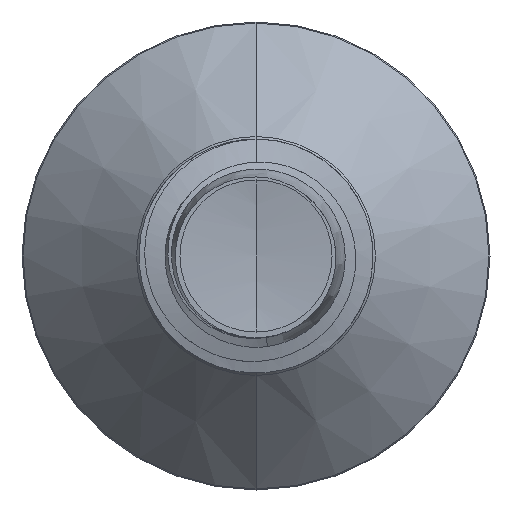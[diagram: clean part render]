
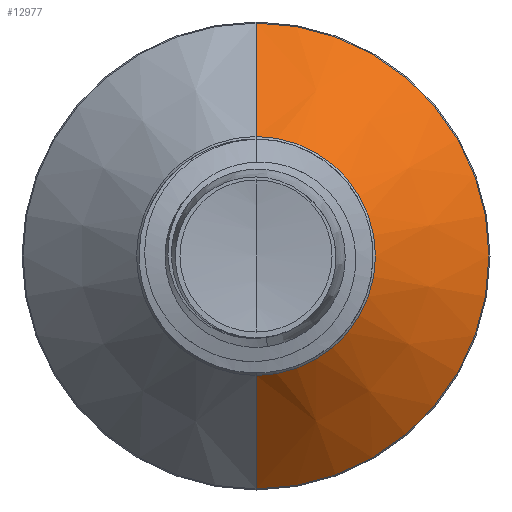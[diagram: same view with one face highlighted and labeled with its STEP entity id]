
A CAD part, front view. The second image highlights one B-rep face of the part: STEP entity #12977.
In plain terms, the highlighted conical face has half-angle 45 degrees and reference radius 2.042 mm.
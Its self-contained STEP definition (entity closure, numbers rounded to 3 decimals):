
#509 = DIRECTION ( 'NONE',  ( 0., 1., 0. ) ) ;
#517 = EDGE_LOOP ( 'NONE', ( #851, #1862, #2013, #2271 ) ) ;
#851 = ORIENTED_EDGE ( 'NONE', *, *, #6809, .T. ) ;
#1040 = CONICAL_SURFACE ( 'NONE', #1232, 2.042, 0.785 ) ;
#1120 = AXIS2_PLACEMENT_3D ( 'NONE', #15413, #8407, #1191 ) ;
#1191 = DIRECTION ( 'NONE',  ( 0., 0., 1. ) ) ;
#1232 = AXIS2_PLACEMENT_3D ( 'NONE', #12254, #9905, #11117 ) ;
#1385 = CARTESIAN_POINT ( 'NONE',  ( 0., 4.342, 2.042 ) ) ;
#1601 = EDGE_CURVE ( 'NONE', #13798, #5467, #7701, .T. ) ;
#1862 = ORIENTED_EDGE ( 'NONE', *, *, #1601, .T. ) ;
#2004 = VECTOR ( 'NONE', #5064, 1000. ) ;
#2013 = ORIENTED_EDGE ( 'NONE', *, *, #9145, .F. ) ;
#2161 = CARTESIAN_POINT ( 'NONE',  ( 0., 4.342, -2.042 ) ) ;
#2271 = ORIENTED_EDGE ( 'NONE', *, *, #14148, .F. ) ;
#2989 = AXIS2_PLACEMENT_3D ( 'NONE', #7754, #509, #8955 ) ;
#4339 = CIRCLE ( 'NONE', #1120, 2.042 ) ;
#5064 = DIRECTION ( 'NONE',  ( 0., 0.707, 0.707 ) ) ;
#5467 = VERTEX_POINT ( 'NONE', #12602 ) ;
#6809 = EDGE_CURVE ( 'NONE', #13030, #13798, #4339, .T. ) ;
#7112 = CARTESIAN_POINT ( 'NONE',  ( 0., 4.342, -2.042 ) ) ;
#7701 = LINE ( 'NONE', #7112, #13609 ) ;
#7754 = CARTESIAN_POINT ( 'NONE',  ( 0., 6.282, 0. ) ) ;
#8407 = DIRECTION ( 'NONE',  ( 0., 1., 0. ) ) ;
#8955 = DIRECTION ( 'NONE',  ( 0., 0., 1. ) ) ;
#9145 = EDGE_CURVE ( 'NONE', #9583, #5467, #14831, .T. ) ;
#9198 = DIRECTION ( 'NONE',  ( 0., 0.707, -0.707 ) ) ;
#9583 = VERTEX_POINT ( 'NONE', #12679 ) ;
#9905 = DIRECTION ( 'NONE',  ( 0., 1., 0. ) ) ;
#11117 = DIRECTION ( 'NONE',  ( 0., 0., 1. ) ) ;
#12254 = CARTESIAN_POINT ( 'NONE',  ( 0., 4.342, 0. ) ) ;
#12602 = CARTESIAN_POINT ( 'NONE',  ( 0., 6.282, -3.982 ) ) ;
#12679 = CARTESIAN_POINT ( 'NONE',  ( 0., 6.282, 3.982 ) ) ;
#12977 = ADVANCED_FACE ( 'NONE', ( #14105 ), #1040, .T. ) ;
#13030 = VERTEX_POINT ( 'NONE', #14611 ) ;
#13609 = VECTOR ( 'NONE', #9198, 1000. ) ;
#13798 = VERTEX_POINT ( 'NONE', #2161 ) ;
#14105 = FACE_OUTER_BOUND ( 'NONE', #517, .T. ) ;
#14148 = EDGE_CURVE ( 'NONE', #13030, #9583, #14623, .T. ) ;
#14611 = CARTESIAN_POINT ( 'NONE',  ( 0., 4.342, 2.042 ) ) ;
#14623 = LINE ( 'NONE', #1385, #2004 ) ;
#14831 = CIRCLE ( 'NONE', #2989, 3.982 ) ;
#15413 = CARTESIAN_POINT ( 'NONE',  ( 0., 4.342, 0. ) ) ;
